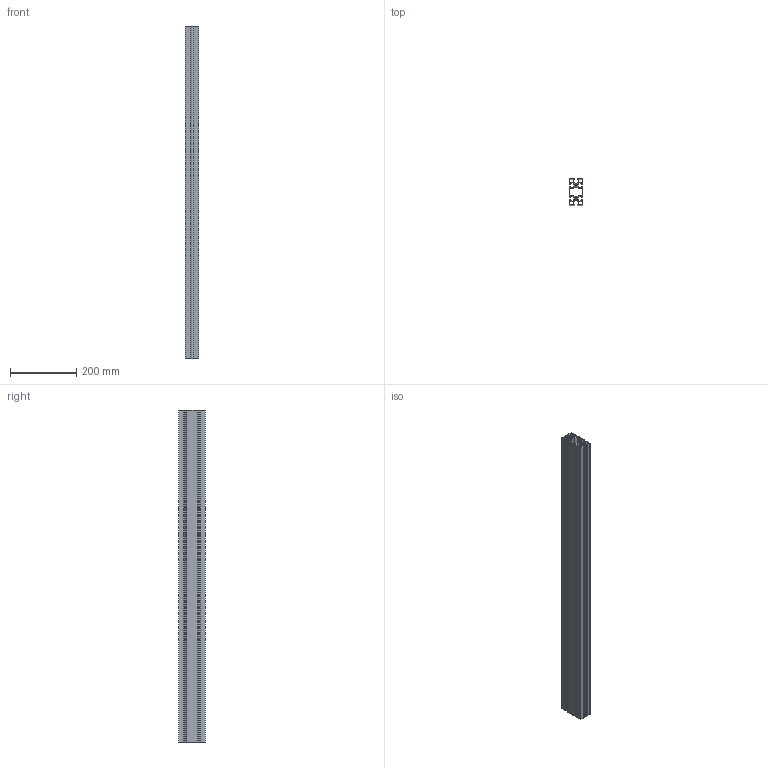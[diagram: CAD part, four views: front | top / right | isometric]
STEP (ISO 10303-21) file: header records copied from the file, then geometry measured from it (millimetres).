
FILE_DESCRIPTION (( 'STEP AP203' ), '1' );
FILE_NAME ('ALF-4080-8EG.step', '2024-08-07T10:25:19', ( '' ), ( '' ), 'SwSTEP 2.0', 'SolidWorks 2022', '' );
FILE_SCHEMA (( 'CONFIG_CONTROL_DESIGN' ));
Length unit declared in the file: millimetre
Products named in the file (1): ALF-4080-8EG
Bounding box: 40 x 80 x 1000 mm (x, y, z)
Volume: 733125.3 mm3; surface area: 829571.4 mm2
Topology: 1 solids, 1 shells, 142 faces, 420 edges, 280 vertices
Faces by surface type: plane 110, cylinder 32
Entity records: 4813 total; most frequent: CARTESIAN_POINT 843, ORIENTED_EDGE 840, DIRECTION 770, EDGE_CURVE 420, VECTOR 356, LINE 356, VERTEX_POINT 280, AXIS2_PLACEMENT_3D 207
